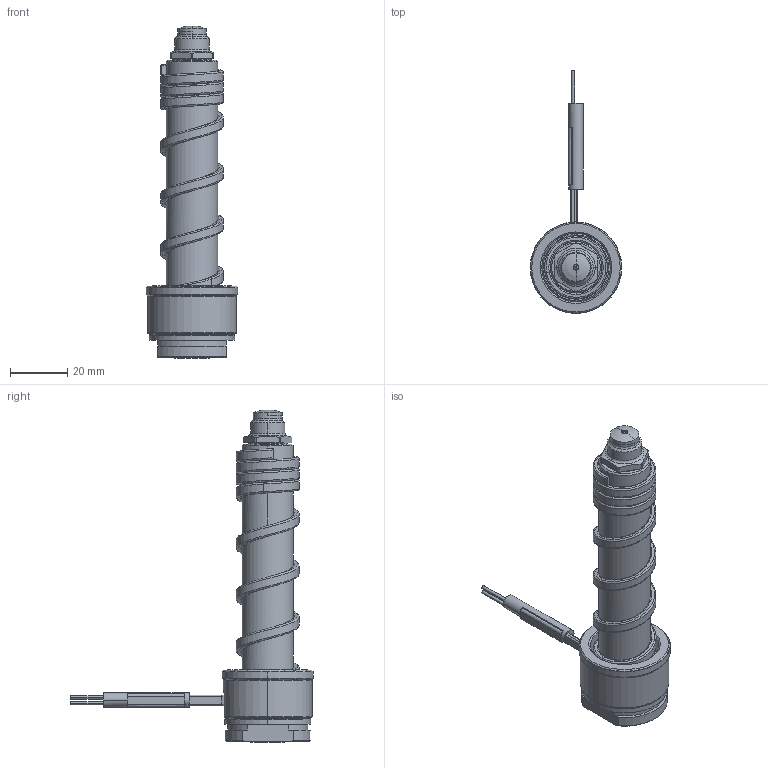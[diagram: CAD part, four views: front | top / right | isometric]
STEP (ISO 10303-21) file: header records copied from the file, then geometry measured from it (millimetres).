
FILE_DESCRIPTION((''),'2;1');
FILE_NAME('SM-116-BES-R','2014-02-24T',('Íàòàëüÿ'),('IMID'),'PRO/ENGINEER BY PARAMETRIC TECHNOLOGY CORPORATION, 2010180','PRO/ENGINEER BY PARAMETRIC TECHNOLOGY CORPORATION, 2010180','');
FILE_SCHEMA(('CONFIG_CONTROL_DESIGN'));
Length unit declared in the file: millimetre
Products named in the file (1): SM-116-BES-R
Bounding box: 32 x 85 x 116.2 mm (x, y, z)
Volume: 38048.2 mm3; surface area: 20470.7 mm2
Topology: 1 solids, 9 shells, 339 faces, 875 edges, 520 vertices
Faces by surface type: cylinder 117, cone 64, bspline 55, plane 51, torus 32, revolution 9, extrusion 7, sphere 4
Entity records: 18202 total; most frequent: CARTESIAN_POINT 10289, ORIENTED_EDGE 1706, DIRECTION 1559, EDGE_CURVE 865, AXIS2_PLACEMENT_3D 623, VERTEX_POINT 520, EDGE_LOOP 361, CIRCLE 354
